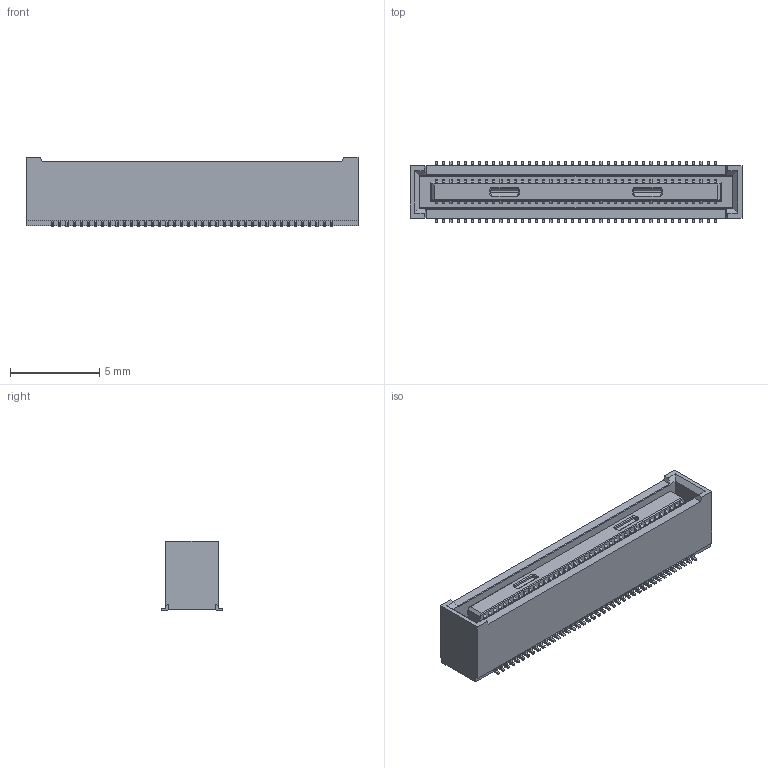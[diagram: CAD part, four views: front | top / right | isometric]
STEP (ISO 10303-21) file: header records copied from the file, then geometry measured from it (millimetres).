
FILE_DESCRIPTION(/* description */ (''),/* implementation_level */ '2;1');
FILE_NAME(/* name */ 'DF40HC(4.0)-80DS.step',/* time_stamp */ '2018-03-30T16:32:13+10:00',/* author */ (''),/* organization */ (''),/* preprocessor_version */ 'ST-DEVELOPER v16.13',/* originating_system */ 'Autodesk Translation Framework v6.5.0.72',/* authorisation */ '');
FILE_SCHEMA (('AUTOMOTIVE_DESIGN { 1 0 10303 214 3 1 1 }'));
Length unit declared in the file: millimetre
Products named in the file (1): case
Bounding box: 18.6 x 3.38 x 3.9 mm (x, y, z)
Volume: 175.9 mm3; surface area: 381.8 mm2
Topology: 1 solids, 1 shells, 1693 faces, 4544 edges, 3016 vertices
Faces by surface type: plane 1189, cylinder 492, cone 12
Entity records: 54369 total; most frequent: CARTESIAN_POINT 9254, ORIENTED_EDGE 9088, DIRECTION 8936, EDGE_CURVE 4544, LINE 3540, VECTOR 3540, VERTEX_POINT 3016, AXIS2_PLACEMENT_3D 2698
